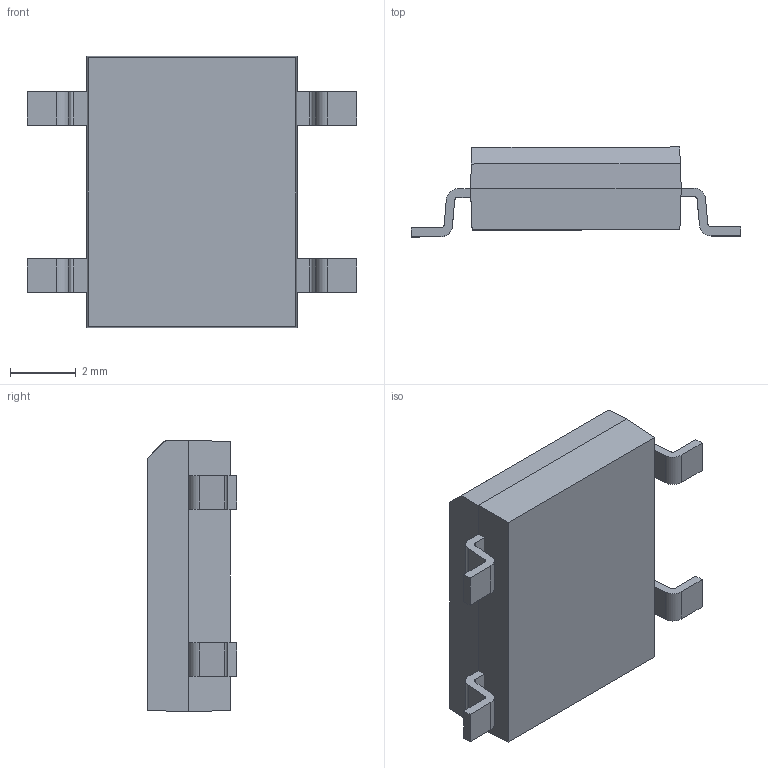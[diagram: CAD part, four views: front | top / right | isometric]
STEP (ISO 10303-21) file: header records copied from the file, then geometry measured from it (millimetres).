
FILE_DESCRIPTION(/* description */ (''),/* implementation_level */ '2;1');
FILE_NAME(/* name */ 'DBLS Outline Structure.stp',/* time_stamp */ '2020-04-23T15:27:22+08:00',/* author */ ('he.song'),/* organization */ (''),/* preprocessor_version */ 'ST-DEVELOPER v16.13',/* originating_system */ 'Autodesk Inventor 2018',/* authorisation */ '');
FILE_SCHEMA (('AUTOMOTIVE_DESIGN { 1 0 10303 214 3 1 1 }'));
Length unit declared in the file: millimetre
Products named in the file (5): 部件4; DIP支架B2; DIP支架B2_1; 胶体; 印字
Assembly tree (4 placements, depth 2):
  部件4
    DIP支架B2
    DIP支架B2_1
    胶体
    印字
Bounding box: 10 x 2.72 x 8.25 mm (x, y, z)
Volume: 132.9 mm3; surface area: 216.3 mm2
Topology: 7 solids, 7 shells, 95 faces, 238 edges, 156 vertices
Faces by surface type: plane 75, cylinder 20
Entity records: 3010 total; most frequent: CARTESIAN_POINT 499, DIRECTION 488, ORIENTED_EDGE 478, EDGE_CURVE 238, LINE 198, VECTOR 198, VERTEX_POINT 156, AXIS2_PLACEMENT_3D 145
